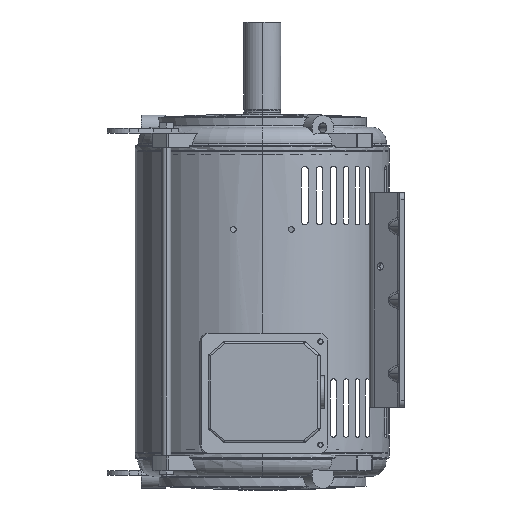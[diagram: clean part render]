
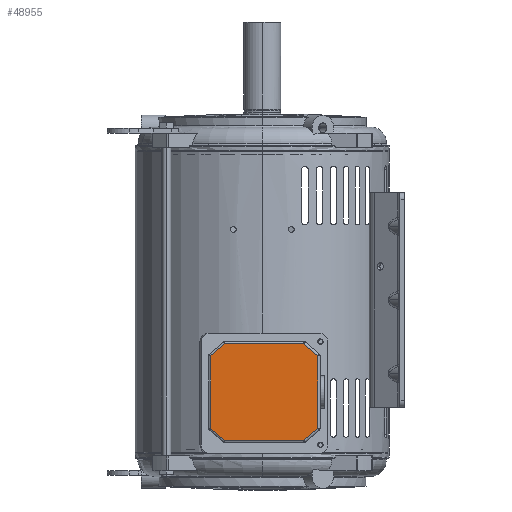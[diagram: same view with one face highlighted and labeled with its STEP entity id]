
A CAD part, left-side view. The second image highlights one B-rep face of the part: STEP entity #48955.
In plain terms, the highlighted face is planar.
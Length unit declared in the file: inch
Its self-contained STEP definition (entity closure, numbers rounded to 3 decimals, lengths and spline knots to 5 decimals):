
#441 = CARTESIAN_POINT ( 'NONE',  ( 7.22648, 2.55743, 1.39011 ) ) ;
#1394 = ORIENTED_EDGE ( 'NONE', *, *, #99682, .F. ) ;
#3825 = LINE ( 'NONE', #50187, #71904 ) ;
#4597 = VECTOR ( 'NONE', #95619, 39.37008 ) ;
#6830 = CARTESIAN_POINT ( 'NONE',  ( 7.22648, 2.77575, 4.29331 ) ) ;
#7633 = LINE ( 'NONE', #106183, #4597 ) ;
#9650 = PLANE ( 'NONE',  #105582 ) ;
#10646 = EDGE_LOOP ( 'NONE', ( #62719, #77572, #114660, #17079, #30994, #1394, #31297, #53393 ) ) ;
#10783 = VECTOR ( 'NONE', #87720, 39.37008 ) ;
#12427 = EDGE_CURVE ( 'NONE', #99252, #24047, #73421, .T. ) ;
#17079 = ORIENTED_EDGE ( 'NONE', *, *, #88015, .F. ) ;
#20708 = CARTESIAN_POINT ( 'NONE',  ( 7.22648, 4.38605, 2.91305 ) ) ;
#21386 = LINE ( 'NONE', #441, #124372 ) ;
#24047 = VERTEX_POINT ( 'NONE', #102914 ) ;
#27155 = CARTESIAN_POINT ( 'NONE',  ( 7.22648, 2.77575, 1.55732 ) ) ;
#28091 = VECTOR ( 'NONE', #40149, 39.37008 ) ;
#30380 = DIRECTION ( 'NONE',  ( 0., 0.759, -0.651 ) ) ;
#30994 = ORIENTED_EDGE ( 'NONE', *, *, #116967, .F. ) ;
#31297 = ORIENTED_EDGE ( 'NONE', *, *, #95591, .F. ) ;
#34256 = FACE_OUTER_BOUND ( 'NONE', #10646, .T. ) ;
#39216 = DIRECTION ( 'NONE',  ( 0., 1., 0. ) ) ;
#40149 = DIRECTION ( 'NONE',  ( 0., -1., 0. ) ) ;
#40541 = DIRECTION ( 'NONE',  ( 0., -0.759, -0.651 ) ) ;
#43742 = CARTESIAN_POINT ( 'NONE',  ( 7.22648, 2.77575, 1.57724 ) ) ;
#43774 = VERTEX_POINT ( 'NONE', #94107 ) ;
#44986 = LINE ( 'NONE', #57489, #28091 ) ;
#45511 = VECTOR ( 'NONE', #30380, 39.37008 ) ;
#47471 = CARTESIAN_POINT ( 'NONE',  ( 7.22648, -0.70823, 4.74236 ) ) ;
#48955 = ADVANCED_FACE ( 'NONE', ( #34256 ), #9650, .F. ) ;
#50187 = CARTESIAN_POINT ( 'NONE',  ( 7.22648, 1.34654, -0.63305 ) ) ;
#53393 = ORIENTED_EDGE ( 'NONE', *, *, #118208, .F. ) ;
#57489 = CARTESIAN_POINT ( 'NONE',  ( 7.22648, -0.72425, 1.12819 ) ) ;
#60698 = LINE ( 'NONE', #27155, #86481 ) ;
#62719 = ORIENTED_EDGE ( 'NONE', *, *, #68118, .F. ) ;
#62891 = CARTESIAN_POINT ( 'NONE',  ( 7.22648, -0.70823, 1.12819 ) ) ;
#68118 = EDGE_CURVE ( 'NONE', #24047, #96588, #7633, .T. ) ;
#70077 = DIRECTION ( 'NONE',  ( 0., -0.759, 0.651 ) ) ;
#71904 = VECTOR ( 'NONE', #70077, 39.37008 ) ;
#73421 = LINE ( 'NONE', #86876, #10783 ) ;
#74136 = DIRECTION ( 'NONE',  ( 0., 0., -1. ) ) ;
#76038 = DIRECTION ( 'NONE',  ( -1., 0., 0. ) ) ;
#76373 = CARTESIAN_POINT ( 'NONE',  ( 7.22648, -1.23213, 1.57724 ) ) ;
#77287 = CARTESIAN_POINT ( 'NONE',  ( 7.22648, 2.81905, 1.08488 ) ) ;
#77572 = ORIENTED_EDGE ( 'NONE', *, *, #12427, .F. ) ;
#80277 = CARTESIAN_POINT ( 'NONE',  ( 7.22648, 2.25185, 4.74236 ) ) ;
#86367 = VERTEX_POINT ( 'NONE', #6830 ) ;
#86481 = VECTOR ( 'NONE', #74136, 39.37008 ) ;
#86876 = CARTESIAN_POINT ( 'NONE',  ( 7.22648, -1.23213, 4.31323 ) ) ;
#87720 = DIRECTION ( 'NONE',  ( 0., 0., 1. ) ) ;
#88015 = EDGE_CURVE ( 'NONE', #43774, #113827, #44986, .T. ) ;
#90602 = VECTOR ( 'NONE', #39216, 39.37008 ) ;
#94107 = CARTESIAN_POINT ( 'NONE',  ( 7.22648, 2.25185, 1.12819 ) ) ;
#95591 = EDGE_CURVE ( 'NONE', #117075, #86367, #103094, .T. ) ;
#95619 = DIRECTION ( 'NONE',  ( 0., 0.759, 0.651 ) ) ;
#96588 = VERTEX_POINT ( 'NONE', #47471 ) ;
#98886 = CARTESIAN_POINT ( 'NONE',  ( 7.22648, 2.26787, 4.74236 ) ) ;
#99252 = VERTEX_POINT ( 'NONE', #76373 ) ;
#99682 = EDGE_CURVE ( 'NONE', #86367, #113013, #60698, .T. ) ;
#102914 = CARTESIAN_POINT ( 'NONE',  ( 7.22648, -1.23213, 4.29331 ) ) ;
#103094 = LINE ( 'NONE', #20708, #45511 ) ;
#105582 = AXIS2_PLACEMENT_3D ( 'NONE', #77287, #76038, #115021 ) ;
#106183 = CARTESIAN_POINT ( 'NONE',  ( 7.22648, -0.48208, 4.93621 ) ) ;
#113013 = VERTEX_POINT ( 'NONE', #43742 ) ;
#113827 = VERTEX_POINT ( 'NONE', #62891 ) ;
#114660 = ORIENTED_EDGE ( 'NONE', *, *, #121876, .F. ) ;
#115021 = DIRECTION ( 'NONE',  ( 0., -1., 0. ) ) ;
#116967 = EDGE_CURVE ( 'NONE', #113013, #43774, #21386, .T. ) ;
#117075 = VERTEX_POINT ( 'NONE', #80277 ) ;
#118208 = EDGE_CURVE ( 'NONE', #96588, #117075, #120913, .T. ) ;
#120913 = LINE ( 'NONE', #98886, #90602 ) ;
#121876 = EDGE_CURVE ( 'NONE', #113827, #99252, #3825, .T. ) ;
#124372 = VECTOR ( 'NONE', #40541, 39.37008 ) ;
